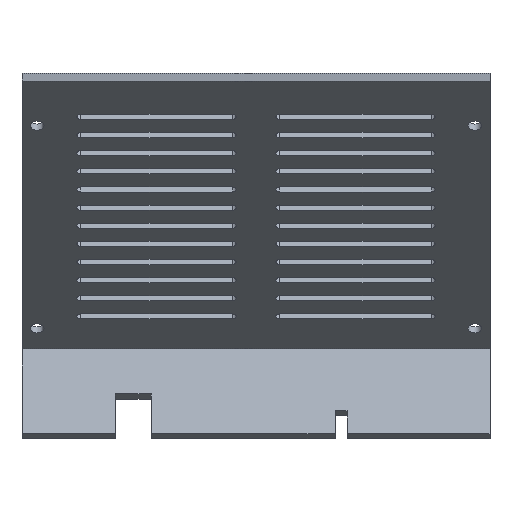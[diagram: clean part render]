
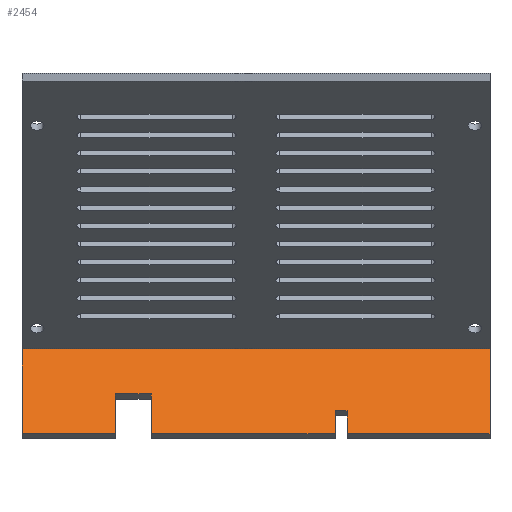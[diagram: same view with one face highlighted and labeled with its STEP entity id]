
A CAD part, front view. The second image highlights one B-rep face of the part: STEP entity #2454.
In plain terms, the highlighted planar face has unit normal (0, -0.766, 0.643).
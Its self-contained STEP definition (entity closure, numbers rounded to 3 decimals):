
#332=FACE_OUTER_BOUND('',#450,.T.);
#450=EDGE_LOOP('',(#2007,#2008,#2009,#2010,#2011,#2012,#2013,#2014,#2015,
#2016,#2017,#2018));
#713=LINE('',#3965,#957);
#717=LINE('',#3972,#961);
#720=LINE('',#3978,#964);
#723=LINE('',#3986,#967);
#727=LINE('',#3993,#971);
#729=LINE('',#3998,#973);
#733=LINE('',#4005,#977);
#735=LINE('',#4008,#979);
#736=LINE('',#4011,#980);
#739=LINE('',#4017,#983);
#740=LINE('',#4019,#984);
#741=LINE('',#4020,#985);
#957=VECTOR('',#3273,10.);
#961=VECTOR('',#3279,10.);
#964=VECTOR('',#3284,10.);
#967=VECTOR('',#3289,10.);
#971=VECTOR('',#3295,10.);
#973=VECTOR('',#3299,10.);
#977=VECTOR('',#3305,10.);
#979=VECTOR('',#3309,10.);
#980=VECTOR('',#3312,10.);
#983=VECTOR('',#3317,10.);
#984=VECTOR('',#3318,10.);
#985=VECTOR('',#3319,10.);
#1201=VERTEX_POINT('',#3962);
#1202=VERTEX_POINT('',#3964);
#1204=VERTEX_POINT('',#3970);
#1206=VERTEX_POINT('',#3976);
#1209=VERTEX_POINT('',#3983);
#1210=VERTEX_POINT('',#3985);
#1212=VERTEX_POINT('',#3991);
#1214=VERTEX_POINT('',#3997);
#1216=VERTEX_POINT('',#4003);
#1217=VERTEX_POINT('',#4010);
#1219=VERTEX_POINT('',#4016);
#1220=VERTEX_POINT('',#4018);
#1529=EDGE_CURVE('',#1202,#1201,#713,.T.);
#1533=EDGE_CURVE('',#1201,#1204,#717,.T.);
#1536=EDGE_CURVE('',#1204,#1206,#720,.T.);
#1539=EDGE_CURVE('',#1210,#1209,#723,.T.);
#1543=EDGE_CURVE('',#1209,#1212,#727,.T.);
#1545=EDGE_CURVE('',#1214,#1210,#729,.T.);
#1549=EDGE_CURVE('',#1216,#1212,#733,.T.);
#1551=EDGE_CURVE('',#1214,#1206,#735,.T.);
#1552=EDGE_CURVE('',#1202,#1217,#736,.T.);
#1555=EDGE_CURVE('',#1219,#1216,#739,.T.);
#1556=EDGE_CURVE('',#1220,#1219,#740,.T.);
#1557=EDGE_CURVE('',#1217,#1220,#741,.T.);
#2007=ORIENTED_EDGE('',*,*,#1529,.T.);
#2008=ORIENTED_EDGE('',*,*,#1533,.T.);
#2009=ORIENTED_EDGE('',*,*,#1536,.T.);
#2010=ORIENTED_EDGE('',*,*,#1551,.F.);
#2011=ORIENTED_EDGE('',*,*,#1545,.T.);
#2012=ORIENTED_EDGE('',*,*,#1539,.T.);
#2013=ORIENTED_EDGE('',*,*,#1543,.T.);
#2014=ORIENTED_EDGE('',*,*,#1549,.F.);
#2015=ORIENTED_EDGE('',*,*,#1555,.F.);
#2016=ORIENTED_EDGE('',*,*,#1556,.F.);
#2017=ORIENTED_EDGE('',*,*,#1557,.F.);
#2018=ORIENTED_EDGE('',*,*,#1552,.F.);
#2340=PLANE('',#2670);
#2454=ADVANCED_FACE('',(#332),#2340,.T.);
#2670=AXIS2_PLACEMENT_3D('',#4015,#3315,#3316);
#3273=DIRECTION('',(0.,0.643,0.766));
#3279=DIRECTION('',(1.,0.,0.));
#3284=DIRECTION('',(0.,-0.643,-0.766));
#3289=DIRECTION('',(1.,0.,0.));
#3295=DIRECTION('',(0.,-0.643,-0.766));
#3299=DIRECTION('',(0.,0.643,0.766));
#3305=DIRECTION('',(-1.,0.,0.));
#3309=DIRECTION('',(-1.,0.,0.));
#3312=DIRECTION('',(-1.,0.,0.));
#3315=DIRECTION('center_axis',(0.,-0.766,0.643));
#3316=DIRECTION('ref_axis',(-1.,0.,0.));
#3317=DIRECTION('',(0.,-0.643,-0.766));
#3318=DIRECTION('',(1.,0.,0.));
#3319=DIRECTION('',(0.,0.643,0.766));
#3962=CARTESIAN_POINT('',(-81.313,85.486,-65.583));
#3964=CARTESIAN_POINT('',(-81.313,77.129,-75.542));
#3965=CARTESIAN_POINT('',(-81.313,90.178,-59.991));
#3970=CARTESIAN_POINT('',(-72.313,85.486,-65.583));
#3972=CARTESIAN_POINT('',(-29.756,85.486,-65.583));
#3976=CARTESIAN_POINT('',(-72.313,77.129,-75.542));
#3978=CARTESIAN_POINT('',(-72.313,86.,-64.97));
#3983=CARTESIAN_POINT('',(-23.117,81.95,-69.797));
#3985=CARTESIAN_POINT('',(-26.117,81.95,-69.797));
#3986=CARTESIAN_POINT('',(-5.159,81.95,-69.797));
#3991=CARTESIAN_POINT('',(-23.117,77.129,-75.542));
#3993=CARTESIAN_POINT('',(-23.117,86.,-64.97));
#3997=CARTESIAN_POINT('',(-26.117,77.129,-75.542));
#3998=CARTESIAN_POINT('',(-26.117,88.41,-62.098));
#4003=CARTESIAN_POINT('',(12.8,77.129,-75.542));
#4005=CARTESIAN_POINT('',(-104.8,77.129,-75.542));
#4008=CARTESIAN_POINT('',(-104.8,77.129,-75.542));
#4010=CARTESIAN_POINT('',(-104.8,77.129,-75.542));
#4011=CARTESIAN_POINT('',(-104.8,77.129,-75.542));
#4015=CARTESIAN_POINT('Origin',(12.8,94.87,-54.399));
#4016=CARTESIAN_POINT('',(12.8,94.999,-54.246));
#4017=CARTESIAN_POINT('',(12.8,94.87,-54.399));
#4018=CARTESIAN_POINT('',(-104.8,94.999,-54.246));
#4019=CARTESIAN_POINT('',(-75.4,94.999,-54.246));
#4020=CARTESIAN_POINT('',(-104.8,94.87,-54.399));
